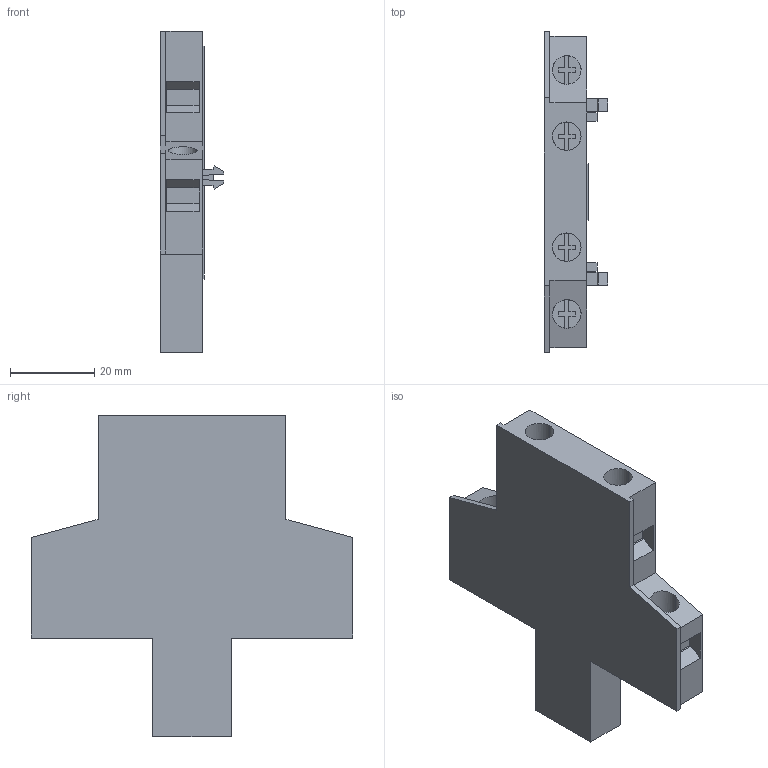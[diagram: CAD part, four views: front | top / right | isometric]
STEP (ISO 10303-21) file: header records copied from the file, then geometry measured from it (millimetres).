
FILE_DESCRIPTION( ( '' ), '1' );
FILE_NAME( 'dil_m32_xhi11_s.stp', '2010-03-05T08:01:45', ( '' ), ( '' ), ' ', ' ', ' ' );
FILE_SCHEMA( ( 'CONFIG_CONTROL_DESIGN' ) );
Length unit declared in the file: millimetre
Products named in the file (1): 1
Bounding box: 15 x 76.5 x 76.5 mm (x, y, z)
Volume: 33038 mm3; surface area: 11750.6 mm2
Topology: 1 solids, 1 shells, 166 faces, 446 edges, 298 vertices
Faces by surface type: plane 156, cylinder 10
Entity records: 5168 total; most frequent: CARTESIAN_POINT 911, ORIENTED_EDGE 892, DIRECTION 818, EDGE_CURVE 446, LINE 408, VECTOR 408, VERTEX_POINT 298, AXIS2_PLACEMENT_3D 205
